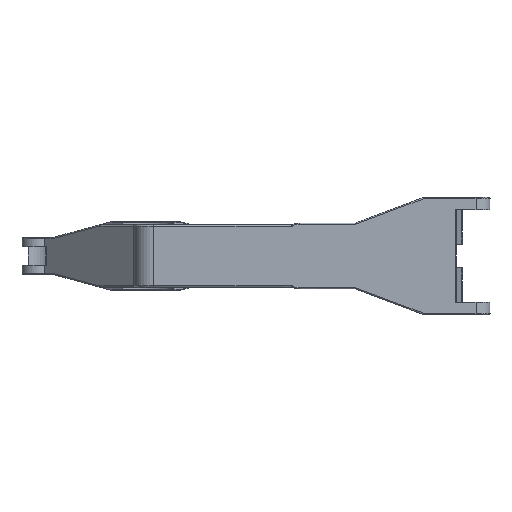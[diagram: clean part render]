
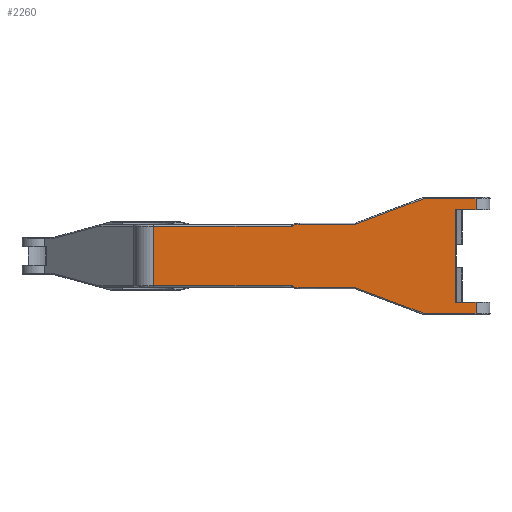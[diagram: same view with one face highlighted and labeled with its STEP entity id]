
A CAD part, front view. The second image highlights one B-rep face of the part: STEP entity #2260.
In plain terms, the highlighted planar face has unit normal (0, -1, 0).
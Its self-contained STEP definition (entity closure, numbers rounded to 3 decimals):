
#43 = EDGE_CURVE ( 'NONE', #2247, #9867, #637, .T. ) ;
#104 = DIRECTION ( 'NONE',  ( -1., 0., 0. ) ) ;
#116 = CARTESIAN_POINT ( 'NONE',  ( -437.928, 0., -484.75 ) ) ;
#226 = VERTEX_POINT ( 'NONE', #8698 ) ;
#285 = DIRECTION ( 'NONE',  ( 0., 0., -1. ) ) ;
#336 = EDGE_CURVE ( 'NONE', #14657, #226, #12523, .T. ) ;
#409 = EDGE_CURVE ( 'NONE', #2247, #11843, #3080, .T. ) ;
#471 = ORIENTED_EDGE ( 'NONE', *, *, #6170, .F. ) ;
#520 = VERTEX_POINT ( 'NONE', #8064 ) ;
#527 = EDGE_CURVE ( 'NONE', #6075, #7579, #6968, .T. ) ;
#637 = LINE ( 'NONE', #5344, #4467 ) ;
#643 = CARTESIAN_POINT ( 'NONE',  ( -1015.462, 0., -268. ) ) ;
#771 = CARTESIAN_POINT ( 'NONE',  ( 0., 0., -390. ) ) ;
#1401 = ORIENTED_EDGE ( 'NONE', *, *, #2436, .T. ) ;
#1462 = LINE ( 'NONE', #14614, #14737 ) ;
#1584 = VECTOR ( 'NONE', #14453, 1000. ) ;
#1907 = ORIENTED_EDGE ( 'NONE', *, *, #409, .T. ) ;
#1930 = DIRECTION ( 'NONE',  ( 0., 0., -1. ) ) ;
#2213 = CARTESIAN_POINT ( 'NONE',  ( -1489.17, 0., -268. ) ) ;
#2247 = VERTEX_POINT ( 'NONE', #13438 ) ;
#2260 = ADVANCED_FACE ( 'NONE', ( #9711 ), #14643, .F. ) ;
#2281 = ORIENTED_EDGE ( 'NONE', *, *, #4671, .F. ) ;
#2428 = ORIENTED_EDGE ( 'NONE', *, *, #527, .T. ) ;
#2436 = EDGE_CURVE ( 'NONE', #15484, #8365, #4107, .T. ) ;
#2438 = EDGE_CURVE ( 'NONE', #7579, #10055, #3182, .T. ) ;
#2558 =( BOUNDED_CURVE ( )  B_SPLINE_CURVE ( 3, ( #2213, #8156, #15319, #14117 ),
 .UNSPECIFIED., .F., .T. ) 
 B_SPLINE_CURVE_WITH_KNOTS ( ( 4, 4 ),
 ( 4.712, 5.807 ),
 .UNSPECIFIED. ) 
 CURVE ( )  GEOMETRIC_REPRESENTATION_ITEM ( )  RATIONAL_B_SPLINE_CURVE ( ( 1., 0.903, 0.903, 1. ) ) 
 REPRESENTATION_ITEM ( '' )  );
#2588 = CARTESIAN_POINT ( 'NONE',  ( -2720., 0., 494.75 ) ) ;
#2758 = CARTESIAN_POINT ( 'NONE',  ( -167., 0., 390. ) ) ;
#3065 = VECTOR ( 'NONE', #285, 1000. ) ;
#3080 = LINE ( 'NONE', #14915, #5498 ) ;
#3182 = LINE ( 'NONE', #7749, #3235 ) ;
#3235 = VECTOR ( 'NONE', #1930, 1000. ) ;
#3326 = ORIENTED_EDGE ( 'NONE', *, *, #6938, .F. ) ;
#3351 = CARTESIAN_POINT ( 'NONE',  ( 0., 0., 494.75 ) ) ;
#3368 = CARTESIAN_POINT ( 'NONE',  ( -1509.37, 0., 268. ) ) ;
#3371 =( BOUNDED_CURVE ( )  B_SPLINE_CURVE ( 3, ( #5346, #6278, #4066, #11340 ),
 .UNSPECIFIED., .F., .T. ) 
 B_SPLINE_CURVE_WITH_KNOTS ( ( 4, 4 ),
 ( 4.712, 5.807 ),
 .UNSPECIFIED. ) 
 CURVE ( )  GEOMETRIC_REPRESENTATION_ITEM ( )  RATIONAL_B_SPLINE_CURVE ( ( 1., 0.903, 0.903, 1. ) ) 
 REPRESENTATION_ITEM ( '' )  );
#3481 = ORIENTED_EDGE ( 'NONE', *, *, #43, .F. ) ;
#3671 = ORIENTED_EDGE ( 'NONE', *, *, #6243, .T. ) ;
#3768 = LINE ( 'NONE', #14722, #11393 ) ;
#3785 = CARTESIAN_POINT ( 'NONE',  ( -167., 0., -390. ) ) ;
#3853 = DIRECTION ( 'NONE',  ( -1., 0., 0. ) ) ;
#3869 = DIRECTION ( 'NONE',  ( -1., 0., 0. ) ) ;
#3961 = DIRECTION ( 'NONE',  ( -1., 0., 0. ) ) ;
#4066 = CARTESIAN_POINT ( 'NONE',  ( -1537.356, 0., 261.999 ) ) ;
#4107 = LINE ( 'NONE', #14814, #10324 ) ;
#4467 = VECTOR ( 'NONE', #5420, 1000. ) ;
#4496 = LINE ( 'NONE', #3368, #10890 ) ;
#4633 = CARTESIAN_POINT ( 'NONE',  ( -1549.269, 0., -251.75 ) ) ;
#4665 = CARTESIAN_POINT ( 'NONE',  ( -2720., 0., 251.75 ) ) ;
#4671 = EDGE_CURVE ( 'NONE', #9867, #6756, #7289, .T. ) ;
#4783 = VECTOR ( 'NONE', #8540, 1000. ) ;
#5083 = VECTOR ( 'NONE', #104, 1000. ) ;
#5344 = CARTESIAN_POINT ( 'NONE',  ( -443.126, 0., -484.75 ) ) ;
#5346 = CARTESIAN_POINT ( 'NONE',  ( -1489.17, 0., 268. ) ) ;
#5420 = DIRECTION ( 'NONE',  ( -1., 0., 0. ) ) ;
#5498 = VECTOR ( 'NONE', #11478, 1000. ) ;
#5616 = EDGE_CURVE ( 'NONE', #9582, #10055, #9703, .T. ) ;
#5620 = VECTOR ( 'NONE', #3869, 1000. ) ;
#5633 = DIRECTION ( 'NONE',  ( -1., 0., 0. ) ) ;
#6075 = VERTEX_POINT ( 'NONE', #8287 ) ;
#6170 = EDGE_CURVE ( 'NONE', #226, #520, #11145, .T. ) ;
#6243 = EDGE_CURVE ( 'NONE', #11843, #520, #14497, .T. ) ;
#6278 = CARTESIAN_POINT ( 'NONE',  ( -1515.162, 0., 268. ) ) ;
#6631 = EDGE_CURVE ( 'NONE', #6756, #7944, #1462, .T. ) ;
#6747 = ORIENTED_EDGE ( 'NONE', *, *, #6631, .F. ) ;
#6756 = VERTEX_POINT ( 'NONE', #643 ) ;
#6931 = CARTESIAN_POINT ( 'NONE',  ( 0., 0., 484.75 ) ) ;
#6938 = EDGE_CURVE ( 'NONE', #14503, #14657, #10551, .T. ) ;
#6968 = LINE ( 'NONE', #4665, #9032 ) ;
#7210 = ORIENTED_EDGE ( 'NONE', *, *, #336, .F. ) ;
#7289 = LINE ( 'NONE', #12122, #4783 ) ;
#7428 = DIRECTION ( 'NONE',  ( 0., 1., 0. ) ) ;
#7579 = VERTEX_POINT ( 'NONE', #15335 ) ;
#7749 = CARTESIAN_POINT ( 'NONE',  ( -2720., 0., 494.75 ) ) ;
#7760 = VECTOR ( 'NONE', #3961, 1000. ) ;
#7944 = VERTEX_POINT ( 'NONE', #10459 ) ;
#8064 = CARTESIAN_POINT ( 'NONE',  ( -167., 0., -390. ) ) ;
#8156 = CARTESIAN_POINT ( 'NONE',  ( -1515.162, 0., -268. ) ) ;
#8287 = CARTESIAN_POINT ( 'NONE',  ( -1549.269, 0., 251.75 ) ) ;
#8365 = VERTEX_POINT ( 'NONE', #9560 ) ;
#8469 = ORIENTED_EDGE ( 'NONE', *, *, #2438, .T. ) ;
#8501 = CARTESIAN_POINT ( 'NONE',  ( -2720., 0., -251.75 ) ) ;
#8540 = DIRECTION ( 'NONE',  ( -0.936, 0., 0.351 ) ) ;
#8698 = CARTESIAN_POINT ( 'NONE',  ( -167., 0., 390. ) ) ;
#8750 = EDGE_CURVE ( 'NONE', #13681, #6075, #3371, .T. ) ;
#8926 = DIRECTION ( 'NONE',  ( -0.936, 0., -0.351 ) ) ;
#8990 = CARTESIAN_POINT ( 'NONE',  ( -437.928, 0., 484.75 ) ) ;
#9032 = VECTOR ( 'NONE', #5633, 1000. ) ;
#9306 = ORIENTED_EDGE ( 'NONE', *, *, #8750, .T. ) ;
#9320 = DIRECTION ( 'NONE',  ( -1., 0., 0. ) ) ;
#9560 = CARTESIAN_POINT ( 'NONE',  ( -1015.462, 0., 268. ) ) ;
#9582 = VERTEX_POINT ( 'NONE', #4633 ) ;
#9703 = LINE ( 'NONE', #10807, #5083 ) ;
#9711 = FACE_OUTER_BOUND ( 'NONE', #14440, .T. ) ;
#9867 = VERTEX_POINT ( 'NONE', #116 ) ;
#10055 = VERTEX_POINT ( 'NONE', #8501 ) ;
#10324 = VECTOR ( 'NONE', #8926, 1000. ) ;
#10411 = EDGE_CURVE ( 'NONE', #14503, #15484, #3768, .T. ) ;
#10459 = CARTESIAN_POINT ( 'NONE',  ( -1489.17, 0., -268. ) ) ;
#10551 = LINE ( 'NONE', #3351, #1584 ) ;
#10807 = CARTESIAN_POINT ( 'NONE',  ( -2720., 0., -251.75 ) ) ;
#10890 = VECTOR ( 'NONE', #9320, 1000. ) ;
#11145 = LINE ( 'NONE', #14576, #3065 ) ;
#11188 = DIRECTION ( 'NONE',  ( -1., 0., 0. ) ) ;
#11340 = CARTESIAN_POINT ( 'NONE',  ( -1549.269, 0., 251.75 ) ) ;
#11393 = VECTOR ( 'NONE', #3853, 1000. ) ;
#11478 = DIRECTION ( 'NONE',  ( 0., 0., 1. ) ) ;
#11843 = VERTEX_POINT ( 'NONE', #771 ) ;
#12122 = CARTESIAN_POINT ( 'NONE',  ( -1016.728, 0., -267.525 ) ) ;
#12496 = EDGE_CURVE ( 'NONE', #7944, #9582, #2558, .T. ) ;
#12523 = LINE ( 'NONE', #2758, #7760 ) ;
#12998 = ORIENTED_EDGE ( 'NONE', *, *, #10411, .T. ) ;
#13237 = EDGE_CURVE ( 'NONE', #8365, #13681, #4496, .T. ) ;
#13277 = DIRECTION ( 'NONE',  ( 0., 0., 1. ) ) ;
#13438 = CARTESIAN_POINT ( 'NONE',  ( 0., 0., -484.75 ) ) ;
#13541 = CARTESIAN_POINT ( 'NONE',  ( -1489.17, 0., 268. ) ) ;
#13681 = VERTEX_POINT ( 'NONE', #13541 ) ;
#13751 = ORIENTED_EDGE ( 'NONE', *, *, #12496, .F. ) ;
#14117 = CARTESIAN_POINT ( 'NONE',  ( -1549.269, 0., -251.75 ) ) ;
#14440 = EDGE_LOOP ( 'NONE', ( #8469, #14992, #13751, #6747, #2281, #3481, #1907, #3671, #471, #7210, #3326, #12998, #1401, #14889, #9306, #2428 ) ) ;
#14453 = DIRECTION ( 'NONE',  ( 0., 0., -1. ) ) ;
#14497 = LINE ( 'NONE', #3785, #5620 ) ;
#14503 = VERTEX_POINT ( 'NONE', #6931 ) ;
#14576 = CARTESIAN_POINT ( 'NONE',  ( -167., 0., -390. ) ) ;
#14604 = CARTESIAN_POINT ( 'NONE',  ( 0., 0., 390. ) ) ;
#14614 = CARTESIAN_POINT ( 'NONE',  ( -1509.37, 0., -268. ) ) ;
#14643 = PLANE ( 'NONE',  #14911 ) ;
#14657 = VERTEX_POINT ( 'NONE', #14604 ) ;
#14722 = CARTESIAN_POINT ( 'NONE',  ( -443.126, 0., 484.75 ) ) ;
#14737 = VECTOR ( 'NONE', #11188, 1000. ) ;
#14814 = CARTESIAN_POINT ( 'NONE',  ( -1016.728, 0., 267.525 ) ) ;
#14889 = ORIENTED_EDGE ( 'NONE', *, *, #13237, .T. ) ;
#14911 = AXIS2_PLACEMENT_3D ( 'NONE', #2588, #7428, #13277 ) ;
#14915 = CARTESIAN_POINT ( 'NONE',  ( 0., 0., -494.75 ) ) ;
#14992 = ORIENTED_EDGE ( 'NONE', *, *, #5616, .F. ) ;
#15319 = CARTESIAN_POINT ( 'NONE',  ( -1537.356, 0., -261.999 ) ) ;
#15335 = CARTESIAN_POINT ( 'NONE',  ( -2720., 0., 251.75 ) ) ;
#15484 = VERTEX_POINT ( 'NONE', #8990 ) ;
